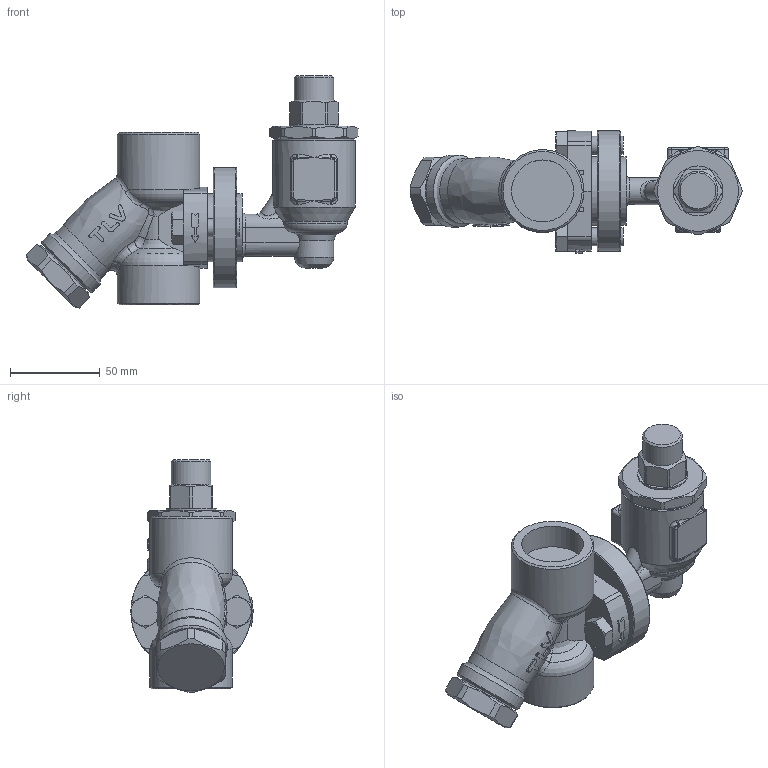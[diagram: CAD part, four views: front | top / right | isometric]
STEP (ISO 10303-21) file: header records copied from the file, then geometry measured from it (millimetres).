
FILE_DESCRIPTION((''),'2;1');
FILE_NAME('fx100-025-sw000-00.stp','2010-07-21T14:18:57',('nakaot'),(''),'Autodesk Inventor 2008','Autodesk Inventor 2008','');
FILE_SCHEMA(('AUTOMOTIVE_DESIGN { 1 0 10303 214 1 1 1 1 }'));
Length unit declared in the file: millimetre
Products named in the file (1): fx100-025-sw000-00
Bounding box: 184.79 x 68 x 129.29 mm (x, y, z)
Volume: 382890.9 mm3; surface area: 58793.3 mm2
Topology: 1 solids, 1 shells, 334 faces, 839 edges, 523 vertices
Faces by surface type: bspline 110, plane 107, cylinder 83, cone 20, torus 14
Full cylindrical faces by diameter (mm): 10 x2, 10.5 x1, 22 x2, 27.8 x1, 32 x1, 36 x1, 38 x2, 40 x1, 44 x1, 46 x3, 67 x1
Entity records: 20560 total; most frequent: CARTESIAN_POINT 13559, ORIENTED_EDGE 1572, DIRECTION 1223, EDGE_CURVE 786, VERTEX_POINT 512, AXIS2_PLACEMENT_3D 493, EDGE_LOOP 396, FACE_OUTER_BOUND 334
